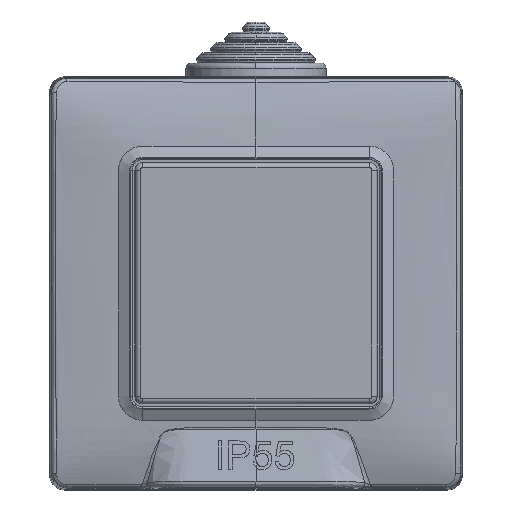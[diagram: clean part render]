
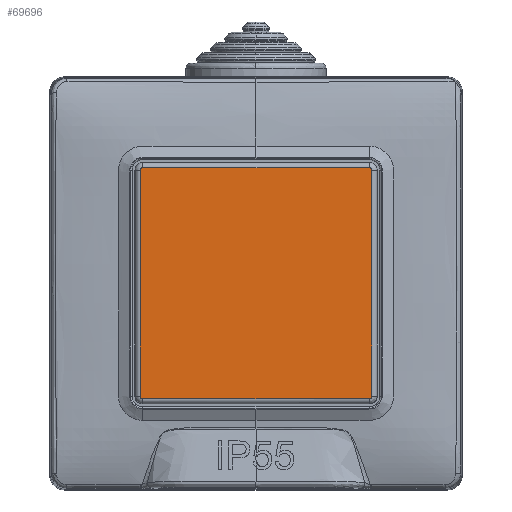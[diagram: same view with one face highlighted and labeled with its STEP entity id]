
A CAD part, top view. The second image highlights one B-rep face of the part: STEP entity #69696.
In plain terms, the highlighted planar face has unit normal (0, 0, 1).
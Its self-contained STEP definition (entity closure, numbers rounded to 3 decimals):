
#1347 = B_SPLINE_CURVE_WITH_KNOTS ( 'NONE', 3,
 ( #94053, #5563, #16061, #71228, #82133, #49824 ),
 .UNSPECIFIED., .F., .F.,
 ( 4, 2, 4 ),
 ( 0., 0.5, 1. ),
 .UNSPECIFIED. ) ;
#3158 = VERTEX_POINT ( 'NONE', #73685 ) ;
#5563 = CARTESIAN_POINT ( 'NONE',  ( 10.981, 22.52, 23.7 ) ) ;
#8510 = FACE_OUTER_BOUND ( 'NONE', #74357, .T. ) ;
#11142 = CARTESIAN_POINT ( 'NONE',  ( 11.156, -22.431, 23.7 ) ) ;
#11600 = CARTESIAN_POINT ( 'NONE',  ( 11.253, -22.333, 23.7 ) ) ;
#15431 = VECTOR ( 'NONE', #75736, 1000. ) ;
#16061 = CARTESIAN_POINT ( 'NONE',  ( 11.111, 22.466, 23.7 ) ) ;
#17497 = DIRECTION ( 'NONE',  ( 0., 1., 0. ) ) ;
#17974 = CARTESIAN_POINT ( 'NONE',  ( 11.351, -22.029, 23.7 ) ) ;
#18633 = CARTESIAN_POINT ( 'NONE',  ( 10.851, -22.528, 23.7 ) ) ;
#22134 = CARTESIAN_POINT ( 'NONE',  ( 10.974, -22.517, 23.7 ) ) ;
#22598 = CARTESIAN_POINT ( 'NONE',  ( 11.34, -22.151, 23.7 ) ) ;
#23896 = CARTESIAN_POINT ( 'NONE',  ( 11.35, 22.019, 23.7 ) ) ;
#24377 = CARTESIAN_POINT ( 'NONE',  ( -33.35, -22.028, 23.7 ) ) ;
#24475 = CARTESIAN_POINT ( 'NONE',  ( 0., 0., 23.7 ) ) ;
#35569 = CARTESIAN_POINT ( 'NONE',  ( -33.35, 22.02, 23.7 ) ) ;
#35751 = LINE ( 'NONE', #64266, #15431 ) ;
#36669 = DIRECTION ( 'NONE',  ( 1., 0., 0. ) ) ;
#39230 = VERTEX_POINT ( 'NONE', #133694 ) ;
#39728 = VECTOR ( 'NONE', #86223, 1000. ) ;
#42525 = CARTESIAN_POINT ( 'NONE',  ( 0., 22.52, 23.7 ) ) ;
#43904 = ORIENTED_EDGE ( 'NONE', *, *, #87872, .T. ) ;
#44233 = EDGE_CURVE ( 'NONE', #3158, #93938, #63347, .T. ) ;
#46291 = DIRECTION ( 'NONE',  ( 1., 0., 0. ) ) ;
#49824 = CARTESIAN_POINT ( 'NONE',  ( 11.35, 22.019, 23.7 ) ) ;
#53760 = ORIENTED_EDGE ( 'NONE', *, *, #44233, .F. ) ;
#56339 = AXIS2_PLACEMENT_3D ( 'NONE', #35569, #133488, #112570 ) ;
#57051 = CARTESIAN_POINT ( 'NONE',  ( 10.85, 22.52, 23.7 ) ) ;
#58155 = ORIENTED_EDGE ( 'NONE', *, *, #87302, .F. ) ;
#58409 = EDGE_CURVE ( 'NONE', #136733, #106223, #123249, .T. ) ;
#63347 = CIRCLE ( 'NONE', #56339, 0.5 ) ;
#63409 = LINE ( 'NONE', #17974, #88854 ) ;
#64266 = CARTESIAN_POINT ( 'NONE',  ( -33.85, 0., 23.7 ) ) ;
#64886 = DIRECTION ( 'NONE',  ( 0., 0., 1. ) ) ;
#65429 = VECTOR ( 'NONE', #46291, 1000. ) ;
#69696 = ADVANCED_FACE ( 'NONE', ( #8510 ), #118607, .T. ) ;
#71228 = CARTESIAN_POINT ( 'NONE',  ( 11.296, 22.281, 23.7 ) ) ;
#73685 = CARTESIAN_POINT ( 'NONE',  ( -33.85, 22.02, 23.7 ) ) ;
#74357 = EDGE_LOOP ( 'NONE', ( #75709, #98173, #53760, #119445, #58155, #115371, #85763, #43904 ) ) ;
#75709 = ORIENTED_EDGE ( 'NONE', *, *, #119181, .F. ) ;
#75736 = DIRECTION ( 'NONE',  ( 0., -1., 0. ) ) ;
#75887 = CARTESIAN_POINT ( 'NONE',  ( 10.851, -22.528, 23.7 ) ) ;
#80052 = AXIS2_PLACEMENT_3D ( 'NONE', #24475, #64886, #86273 ) ;
#81691 = EDGE_CURVE ( 'NONE', #128330, #106223, #91726, .T. ) ;
#82133 = CARTESIAN_POINT ( 'NONE',  ( 11.35, 22.15, 23.7 ) ) ;
#85763 = ORIENTED_EDGE ( 'NONE', *, *, #81691, .F. ) ;
#86223 = DIRECTION ( 'NONE',  ( -1., 0., 0. ) ) ;
#86273 = DIRECTION ( 'NONE',  ( 1., 0., 0. ) ) ;
#87302 = EDGE_CURVE ( 'NONE', #136733, #39230, #138253, .T. ) ;
#87672 = CARTESIAN_POINT ( 'NONE',  ( 11.351, -22.088, 23.7 ) ) ;
#87872 = EDGE_CURVE ( 'NONE', #128330, #130479, #63409, .T. ) ;
#88854 = VECTOR ( 'NONE', #17497, 1000. ) ;
#89945 = CARTESIAN_POINT ( 'NONE',  ( -33.35, 22.52, 23.7 ) ) ;
#89997 = CARTESIAN_POINT ( 'NONE',  ( 0., -22.528, 23.7 ) ) ;
#91726 = B_SPLINE_CURVE_WITH_KNOTS ( 'NONE', 3,
 ( #140916, #87672, #22598, #97703, #11600, #11142, #120915, #22134, #98155, #75887 ),
 .UNSPECIFIED., .F., .F.,
 ( 4, 2, 2, 2, 4 ),
 ( 0., 0.25, 0.5, 0.75, 1. ),
 .UNSPECIFIED. ) ;
#92525 = CARTESIAN_POINT ( 'NONE',  ( -33.35, -22.528, 23.7 ) ) ;
#92709 = EDGE_CURVE ( 'NONE', #97471, #93938, #95978, .T. ) ;
#93938 = VERTEX_POINT ( 'NONE', #89945 ) ;
#94053 = CARTESIAN_POINT ( 'NONE',  ( 10.85, 22.52, 23.7 ) ) ;
#95978 = LINE ( 'NONE', #42525, #39728 ) ;
#97471 = VERTEX_POINT ( 'NONE', #57051 ) ;
#97703 = CARTESIAN_POINT ( 'NONE',  ( 11.291, -22.274, 23.7 ) ) ;
#98155 = CARTESIAN_POINT ( 'NONE',  ( 10.91, -22.528, 23.7 ) ) ;
#98173 = ORIENTED_EDGE ( 'NONE', *, *, #92709, .T. ) ;
#99372 = EDGE_CURVE ( 'NONE', #3158, #39230, #35751, .T. ) ;
#100405 = DIRECTION ( 'NONE',  ( 0., 0., -1. ) ) ;
#106223 = VERTEX_POINT ( 'NONE', #18633 ) ;
#112570 = DIRECTION ( 'NONE',  ( 0., -1., 0. ) ) ;
#115371 = ORIENTED_EDGE ( 'NONE', *, *, #58409, .T. ) ;
#118607 = PLANE ( 'NONE',  #80052 ) ;
#119181 = EDGE_CURVE ( 'NONE', #97471, #130479, #1347, .T. ) ;
#119445 = ORIENTED_EDGE ( 'NONE', *, *, #99372, .T. ) ;
#120915 = CARTESIAN_POINT ( 'NONE',  ( 11.097, -22.469, 23.7 ) ) ;
#123249 = LINE ( 'NONE', #89997, #65429 ) ;
#128330 = VERTEX_POINT ( 'NONE', #137715 ) ;
#130479 = VERTEX_POINT ( 'NONE', #23896 ) ;
#133488 = DIRECTION ( 'NONE',  ( 0., 0., -1. ) ) ;
#133694 = CARTESIAN_POINT ( 'NONE',  ( -33.85, -22.028, 23.7 ) ) ;
#136733 = VERTEX_POINT ( 'NONE', #92525 ) ;
#137715 = CARTESIAN_POINT ( 'NONE',  ( 11.351, -22.029, 23.7 ) ) ;
#138030 = AXIS2_PLACEMENT_3D ( 'NONE', #24377, #100405, #36669 ) ;
#138253 = CIRCLE ( 'NONE', #138030, 0.5 ) ;
#140916 = CARTESIAN_POINT ( 'NONE',  ( 11.351, -22.029, 23.7 ) ) ;
